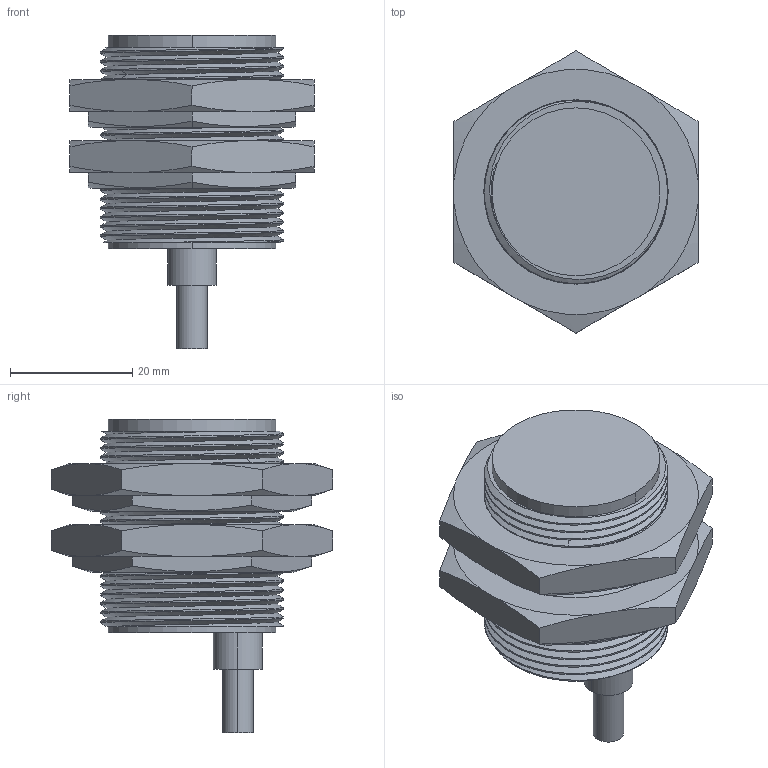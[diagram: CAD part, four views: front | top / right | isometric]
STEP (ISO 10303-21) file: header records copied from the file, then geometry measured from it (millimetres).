
FILE_DESCRIPTION((''),'2;1');
FILE_NAME('192747_ASM','2016-02-01T',('pdmadmin'),(''),'PRO/ENGINEER BY PARAMETRIC TECHNOLOGY CORPORATION, 2013230','PRO/ENGINEER BY PARAMETRIC TECHNOLOGY CORPORATION, 2013230','');
FILE_SCHEMA(('CONFIG_CONTROL_DESIGN'));
Length unit declared in the file: millimetre
Products named in the file (3): SI-MAG3SM_SENSOR; SI-MAG3_NUT; 192747_ASM
Assembly tree (3 placements, depth 2):
  192747_ASM
    SI-MAG3SM_SENSOR
    SI-MAG3_NUT  x2
Bounding box: 40 x 46.19 x 51.41 mm (x, y, z)
Volume: 33737.8 mm3; surface area: 12863.5 mm2
Topology: 3 solids, 3 shells, 122 faces, 313 edges, 205 vertices
Faces by surface type: cylinder 40, plane 38, sphere 24, bspline 12, cone 8
Entity records: 7275 total; most frequent: CARTESIAN_POINT 4944, ORIENTED_EDGE 506, DIRECTION 407, EDGE_CURVE 253, VERTEX_POINT 165, AXIS2_PLACEMENT_3D 164, EDGE_LOOP 110, B_SPLINE_CURVE_WITH_KNOTS 104
